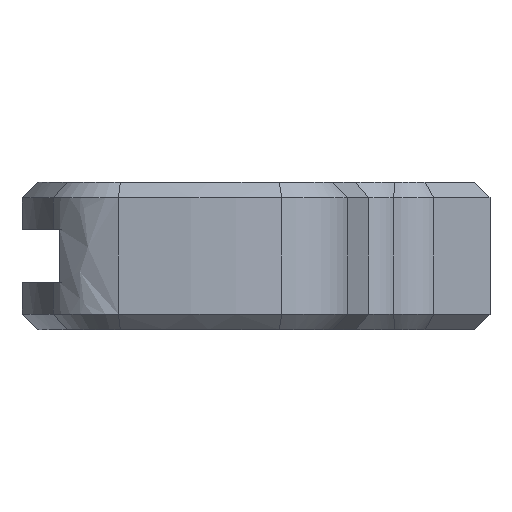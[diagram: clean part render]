
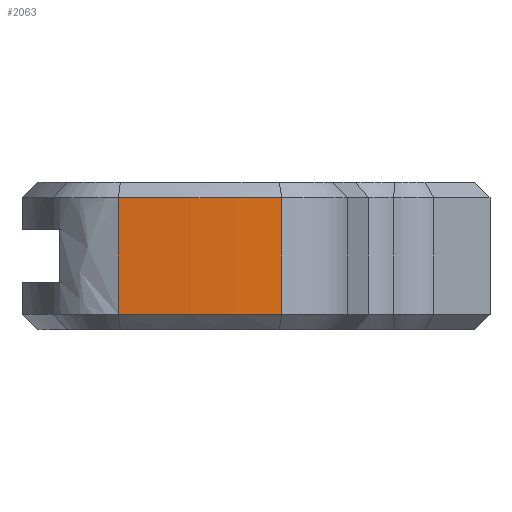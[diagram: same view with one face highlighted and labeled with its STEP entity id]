
A CAD part, left-side view. The second image highlights one B-rep face of the part: STEP entity #2063.
In plain terms, the highlighted free-form (B-spline) face has degree [2, 1] with [3, 2] control points.
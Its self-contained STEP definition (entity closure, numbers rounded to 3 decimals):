
#446 = VERTEX_POINT('',#447);
#447 = CARTESIAN_POINT('',(7.872,2.91,-3.142
    ));
#530 = EDGE_CURVE('',#531,#446,#533,.T.);
#531 = VERTEX_POINT('',#532);
#532 = CARTESIAN_POINT('',(7.867,13.811,
    -3.142));
#533 = ( BOUNDED_CURVE() B_SPLINE_CURVE(2,(#534,#535,#536),
.UNSPECIFIED.,.F.,.F.) B_SPLINE_CURVE_WITH_KNOTS((3,3),(6.034,
6.283),.PIECEWISE_BEZIER_KNOTS.) CURVE() 
GEOMETRIC_REPRESENTATION_ITEM() RATIONAL_B_SPLINE_CURVE((1.,
0.992,1.)) REPRESENTATION_ITEM('') );
#534 = CARTESIAN_POINT('',(7.867,13.811,
    -3.142));
#535 = CARTESIAN_POINT('',(7.186,8.36,-3.142
    ));
#536 = CARTESIAN_POINT('',(7.872,2.91,-3.142)
  );
#1602 = VERTEX_POINT('',#1603);
#1603 = CARTESIAN_POINT('',(7.872,2.91,4.608
    ));
#1686 = VERTEX_POINT('',#1687);
#1687 = CARTESIAN_POINT('',(7.867,13.811,
    4.608));
#1692 = EDGE_CURVE('',#1686,#1602,#1693,.T.);
#1693 = ( BOUNDED_CURVE() B_SPLINE_CURVE(2,(#1694,#1695,#1696),
.UNSPECIFIED.,.F.,.F.) B_SPLINE_CURVE_WITH_KNOTS((3,3),(6.034,
6.283),.PIECEWISE_BEZIER_KNOTS.) CURVE() 
GEOMETRIC_REPRESENTATION_ITEM() RATIONAL_B_SPLINE_CURVE((1.,
0.992,1.)) REPRESENTATION_ITEM('') );
#1694 = CARTESIAN_POINT('',(7.867,13.811,
    4.608));
#1695 = CARTESIAN_POINT('',(7.186,8.36,4.608
    ));
#1696 = CARTESIAN_POINT('',(7.872,2.91,4.608)
  );
#2050 = EDGE_CURVE('',#446,#1602,#2051,.T.);
#2051 = B_SPLINE_CURVE_WITH_KNOTS('',1,(#2052,#2053),.UNSPECIFIED.,.F.,
  .F.,(2,2),(-7.4,0.),.PIECEWISE_BEZIER_KNOTS.);
#2052 = CARTESIAN_POINT('',(7.872,2.91,
    -3.142));
#2053 = CARTESIAN_POINT('',(7.872,2.91,4.608
    ));
#2063 = ADVANCED_FACE('',(#2064),#2074,.T.);
#2064 = FACE_BOUND('',#2065,.T.);
#2065 = EDGE_LOOP('',(#2066,#2067,#2072,#2073));
#2066 = ORIENTED_EDGE('',*,*,#1692,.F.);
#2067 = ORIENTED_EDGE('',*,*,#2068,.T.);
#2068 = EDGE_CURVE('',#1686,#531,#2069,.T.);
#2069 = B_SPLINE_CURVE_WITH_KNOTS('',1,(#2070,#2071),.UNSPECIFIED.,.F.,
  .F.,(2,2),(-3.2,4.2),.PIECEWISE_BEZIER_KNOTS.);
#2070 = CARTESIAN_POINT('',(7.867,13.811,
    4.608));
#2071 = CARTESIAN_POINT('',(7.867,13.811,
    -3.142));
#2072 = ORIENTED_EDGE('',*,*,#530,.T.);
#2073 = ORIENTED_EDGE('',*,*,#2050,.T.);
#2074 = ( BOUNDED_SURFACE() B_SPLINE_SURFACE(2,1,(
    (#2075,#2076)
    ,(#2077,#2078)
    ,(#2079,#2080
)),.UNSPECIFIED.,.F.,.F.,.F.) B_SPLINE_SURFACE_WITH_KNOTS((3,3),(2,2),(
    6.034,6.283),(-7.4,0.),
.PIECEWISE_BEZIER_KNOTS.) GEOMETRIC_REPRESENTATION_ITEM() 
RATIONAL_B_SPLINE_SURFACE((
    (1.,1.)
    ,(0.992,0.992)
,(1.,1.))) REPRESENTATION_ITEM('') SURFACE() );
#2075 = CARTESIAN_POINT('',(7.867,13.811,
    -3.142));
#2076 = CARTESIAN_POINT('',(7.867,13.811,
    4.608));
#2077 = CARTESIAN_POINT('',(7.186,8.36,
    -3.142));
#2078 = CARTESIAN_POINT('',(7.186,8.36,4.608
    ));
#2079 = CARTESIAN_POINT('',(7.872,2.91,-3.142)
  );
#2080 = CARTESIAN_POINT('',(7.872,2.91,4.608)
  );
